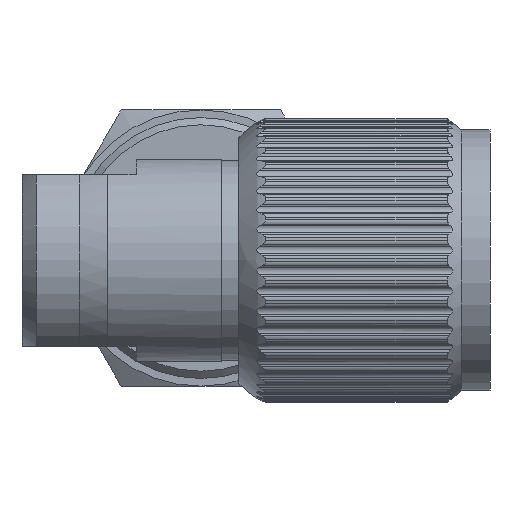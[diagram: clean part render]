
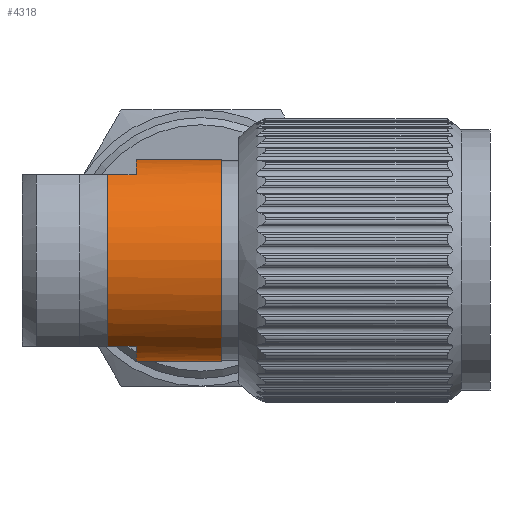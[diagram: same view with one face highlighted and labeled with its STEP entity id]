
A CAD part, left-side view. The second image highlights one B-rep face of the part: STEP entity #4318.
In plain terms, the highlighted cylindrical face has radius 3.55 mm (diameter 7.1 mm), a partial arc.
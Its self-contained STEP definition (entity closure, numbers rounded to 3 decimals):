
#88 = LINE ( 'NONE', #5624, #22445 ) ;
#715 = CARTESIAN_POINT ( 'NONE',  ( 0., 12.5, 0. ) ) ;
#1082 = EDGE_CURVE ( 'NONE', #11549, #23454, #88, .T. ) ;
#1391 = CARTESIAN_POINT ( 'NONE',  ( 0., 11.5, 3.55 ) ) ;
#1967 = ORIENTED_EDGE ( 'NONE', *, *, #10349, .T. ) ;
#2313 = CARTESIAN_POINT ( 'NONE',  ( 0., 8.5, -3.55 ) ) ;
#3470 = EDGE_LOOP ( 'NONE', ( #16700, #23693, #1967, #20533, #19431, #19216, #12421, #10751 ) ) ;
#4030 = DIRECTION ( 'NONE',  ( 0., -1., 0. ) ) ;
#4318 = ADVANCED_FACE ( 'NONE', ( #21288 ), #9931, .T. ) ;
#4696 = LINE ( 'NONE', #17892, #4730 ) ;
#4730 = VECTOR ( 'NONE', #21472, 1000. ) ;
#5358 = DIRECTION ( 'NONE',  ( 0., 0., 1. ) ) ;
#5430 = DIRECTION ( 'NONE',  ( 0., 1., 0. ) ) ;
#5624 = CARTESIAN_POINT ( 'NONE',  ( -1.898, 15.5, -3. ) ) ;
#5763 = CARTESIAN_POINT ( 'NONE',  ( -1.898, 12.5, 3. ) ) ;
#5836 = CIRCLE ( 'NONE', #14893, 3.55 ) ;
#6242 = CARTESIAN_POINT ( 'NONE',  ( 0., 15.5, 0. ) ) ;
#6329 = CARTESIAN_POINT ( 'NONE',  ( 0., 11.5, 0. ) ) ;
#6739 = VERTEX_POINT ( 'NONE', #5763 ) ;
#7176 = DIRECTION ( 'NONE',  ( 0., -1., 0. ) ) ;
#7422 = CARTESIAN_POINT ( 'NONE',  ( -1.898, 11.5, 3. ) ) ;
#7628 = VERTEX_POINT ( 'NONE', #22443 ) ;
#8458 = DIRECTION ( 'NONE',  ( 0., 0., 1. ) ) ;
#8644 = CARTESIAN_POINT ( 'NONE',  ( 0., 11.5, 0. ) ) ;
#8655 = DIRECTION ( 'NONE',  ( 0., 1., 0. ) ) ;
#8984 = EDGE_CURVE ( 'NONE', #6739, #11549, #11845, .T. ) ;
#9198 = EDGE_CURVE ( 'NONE', #23320, #13174, #22877, .T. ) ;
#9416 = CIRCLE ( 'NONE', #18859, 3.55 ) ;
#9931 = CYLINDRICAL_SURFACE ( 'NONE', #19322, 3.55 ) ;
#10349 = EDGE_CURVE ( 'NONE', #7628, #23320, #24317, .T. ) ;
#10447 = EDGE_CURVE ( 'NONE', #18633, #7628, #5836, .T. ) ;
#10751 = ORIENTED_EDGE ( 'NONE', *, *, #19988, .T. ) ;
#11549 = VERTEX_POINT ( 'NONE', #18525 ) ;
#11845 = CIRCLE ( 'NONE', #15009, 3.55 ) ;
#12421 = ORIENTED_EDGE ( 'NONE', *, *, #1082, .T. ) ;
#13174 = VERTEX_POINT ( 'NONE', #7422 ) ;
#14491 = VERTEX_POINT ( 'NONE', #23526 ) ;
#14530 = VECTOR ( 'NONE', #5430, 1000. ) ;
#14893 = AXIS2_PLACEMENT_3D ( 'NONE', #18760, #18324, #5358 ) ;
#14963 = DIRECTION ( 'NONE',  ( 0., 1., 0. ) ) ;
#15009 = AXIS2_PLACEMENT_3D ( 'NONE', #715, #23507, #8458 ) ;
#15691 = DIRECTION ( 'NONE',  ( 0., -1., 0. ) ) ;
#16700 = ORIENTED_EDGE ( 'NONE', *, *, #16999, .F. ) ;
#16999 = EDGE_CURVE ( 'NONE', #18633, #14491, #4696, .T. ) ;
#17033 = LINE ( 'NONE', #22558, #14530 ) ;
#17801 = AXIS2_PLACEMENT_3D ( 'NONE', #6329, #15691, #21103 ) ;
#17892 = CARTESIAN_POINT ( 'NONE',  ( 0., 15.5, -3.55 ) ) ;
#18324 = DIRECTION ( 'NONE',  ( 0., 1., 0. ) ) ;
#18489 = DIRECTION ( 'NONE',  ( 0., 0., 1. ) ) ;
#18525 = CARTESIAN_POINT ( 'NONE',  ( -1.898, 12.5, -3. ) ) ;
#18633 = VERTEX_POINT ( 'NONE', #2313 ) ;
#18760 = CARTESIAN_POINT ( 'NONE',  ( 0., 8.5, 0. ) ) ;
#18813 = VECTOR ( 'NONE', #14963, 1000. ) ;
#18859 = AXIS2_PLACEMENT_3D ( 'NONE', #8644, #7176, #18489 ) ;
#19011 = CARTESIAN_POINT ( 'NONE',  ( -1.898, 11.5, -3. ) ) ;
#19216 = ORIENTED_EDGE ( 'NONE', *, *, #8984, .T. ) ;
#19322 = AXIS2_PLACEMENT_3D ( 'NONE', #6242, #8655, #20109 ) ;
#19431 = ORIENTED_EDGE ( 'NONE', *, *, #20118, .T. ) ;
#19988 = EDGE_CURVE ( 'NONE', #23454, #14491, #9416, .T. ) ;
#20109 = DIRECTION ( 'NONE',  ( 0., 0., 1. ) ) ;
#20118 = EDGE_CURVE ( 'NONE', #13174, #6739, #17033, .T. ) ;
#20533 = ORIENTED_EDGE ( 'NONE', *, *, #9198, .T. ) ;
#20747 = CARTESIAN_POINT ( 'NONE',  ( 0., 15.5, 3.55 ) ) ;
#21103 = DIRECTION ( 'NONE',  ( 0., 0., 1. ) ) ;
#21288 = FACE_OUTER_BOUND ( 'NONE', #3470, .T. ) ;
#21472 = DIRECTION ( 'NONE',  ( 0., 1., 0. ) ) ;
#22443 = CARTESIAN_POINT ( 'NONE',  ( 0., 8.5, 3.55 ) ) ;
#22445 = VECTOR ( 'NONE', #4030, 1000. ) ;
#22558 = CARTESIAN_POINT ( 'NONE',  ( -1.898, 15.5, 3. ) ) ;
#22877 = CIRCLE ( 'NONE', #17801, 3.55 ) ;
#23320 = VERTEX_POINT ( 'NONE', #1391 ) ;
#23454 = VERTEX_POINT ( 'NONE', #19011 ) ;
#23507 = DIRECTION ( 'NONE',  ( 0., -1., 0. ) ) ;
#23526 = CARTESIAN_POINT ( 'NONE',  ( 0., 11.5, -3.55 ) ) ;
#23693 = ORIENTED_EDGE ( 'NONE', *, *, #10447, .T. ) ;
#24317 = LINE ( 'NONE', #20747, #18813 ) ;
